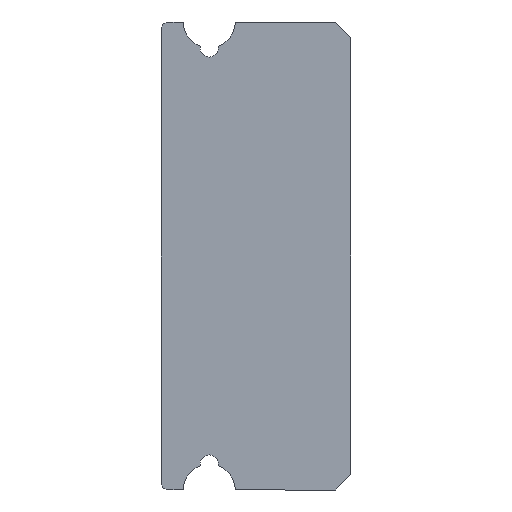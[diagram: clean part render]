
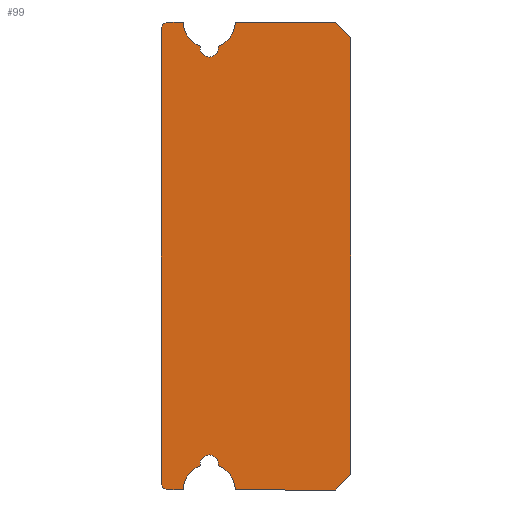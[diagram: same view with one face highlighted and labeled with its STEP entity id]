
A CAD part, left-side view. The second image highlights one B-rep face of the part: STEP entity #99.
In plain terms, the highlighted planar face has unit normal (-1, 0, 0).
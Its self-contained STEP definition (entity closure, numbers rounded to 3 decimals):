
#9 = EDGE_CURVE ( 'NONE', #449, #450, #254, .T. ) ;
#10 = EDGE_CURVE ( 'NONE', #456, #454, #256, .T. ) ;
#16 = EDGE_CURVE ( 'NONE', #454, #452, #258, .T. ) ;
#17 = EDGE_CURVE ( 'NONE', #439, #459, #272, .T. ) ;
#23 = EDGE_CURVE ( 'NONE', #458, #456, #269, .T. ) ;
#24 = EDGE_CURVE ( 'NONE', #449, #440, #281, .T. ) ;
#26 = EDGE_CURVE ( 'NONE', #437, #458, #282, .T. ) ;
#27 = EDGE_CURVE ( 'NONE', #460, #452, #284, .T. ) ;
#29 = EDGE_CURVE ( 'NONE', #445, #450, #285, .T. ) ;
#30 = EDGE_CURVE ( 'NONE', #459, #460, #286, .T. ) ;
#31 = EDGE_CURVE ( 'NONE', #435, #461, #288, .T. ) ;
#32 = EDGE_CURVE ( 'NONE', #1065, #446, #289, .T. ) ;
#33 = EDGE_CURVE ( 'NONE', #461, #1066, #290, .T. ) ;
#51 = EDGE_CURVE ( 'NONE', #1066, #1065, #314, .T. ) ;
#87 = EDGE_CURVE ( 'NONE', #445, #446, #371, .T. ) ;
#88 = EDGE_CURVE ( 'NONE', #435, #437, #367, .T. ) ;
#92 = EDGE_CURVE ( 'NONE', #439, #440, #366, .T. ) ;
#97 = AXIS2_PLACEMENT_3D ( 'NONE', #493, #494, #495 ) ;
#99 = ADVANCED_FACE ( 'NONE', ( #365 ), #683, .F. ) ;
#203 = EDGE_LOOP ( 'NONE', ( #1134, #1135, #1136, #1137, #1138, #1139, #1140, #1141, #1142, #1143, #1144, #1145, #1146, #1147, #1148, #1149, #1150 ) ) ;
#254 = LINE ( 'NONE', #475, #255 ) ;
#255 = VECTOR ( 'NONE', #476, 1000. ) ;
#256 = LINE ( 'NONE', #478, #257 ) ;
#257 = VECTOR ( 'NONE', #479, 1000. ) ;
#258 = LINE ( 'NONE', #483, #267 ) ;
#267 = VECTOR ( 'NONE', #492, 1000. ) ;
#269 = LINE ( 'NONE', #506, #278 ) ;
#272 = CIRCLE ( 'NONE', #97, 1. ) ;
#278 = VECTOR ( 'NONE', #510, 1000. ) ;
#279 = VECTOR ( 'NONE', #518, 1000. ) ;
#281 = CIRCLE ( 'NONE', #896, 0.3 ) ;
#282 = LINE ( 'NONE', #511, #279 ) ;
#284 = CIRCLE ( 'NONE', #899, 1. ) ;
#285 = CIRCLE ( 'NONE', #900, 0.3 ) ;
#286 = CIRCLE ( 'NONE', #895, 0.35 ) ;
#288 = CIRCLE ( 'NONE', #901, 1. ) ;
#289 = CIRCLE ( 'NONE', #902, 1. ) ;
#290 = CIRCLE ( 'NONE', #903, 0.35 ) ;
#314 = CIRCLE ( 'NONE', #919, 0.35 ) ;
#365 = FACE_OUTER_BOUND ( 'NONE', #203, .T. ) ;
#366 = LINE ( 'NONE', #674, #381 ) ;
#367 = LINE ( 'NONE', #662, #373 ) ;
#371 = LINE ( 'NONE', #672, #372 ) ;
#372 = VECTOR ( 'NONE', #673, 1000. ) ;
#373 = VECTOR ( 'NONE', #675, 1000. ) ;
#381 = VECTOR ( 'NONE', #684, 1000. ) ;
#435 = VERTEX_POINT ( 'NONE', #815 ) ;
#437 = VERTEX_POINT ( 'NONE', #816 ) ;
#439 = VERTEX_POINT ( 'NONE', #813 ) ;
#440 = VERTEX_POINT ( 'NONE', #821 ) ;
#445 = VERTEX_POINT ( 'NONE', #826 ) ;
#446 = VERTEX_POINT ( 'NONE', #827 ) ;
#449 = VERTEX_POINT ( 'NONE', #830 ) ;
#450 = VERTEX_POINT ( 'NONE', #831 ) ;
#452 = VERTEX_POINT ( 'NONE', #833 ) ;
#454 = VERTEX_POINT ( 'NONE', #835 ) ;
#456 = VERTEX_POINT ( 'NONE', #837 ) ;
#458 = VERTEX_POINT ( 'NONE', #839 ) ;
#459 = VERTEX_POINT ( 'NONE', #840 ) ;
#460 = VERTEX_POINT ( 'NONE', #841 ) ;
#461 = VERTEX_POINT ( 'NONE', #842 ) ;
#475 = CARTESIAN_POINT ( 'NONE',  ( -80., 7.3, -9. ) ) ;
#476 = DIRECTION ( 'NONE',  ( 0., 0., 1. ) ) ;
#478 = CARTESIAN_POINT ( 'NONE',  ( -80., 0., -8.4 ) ) ;
#479 = DIRECTION ( 'NONE',  ( 0., 0.707, -0.707 ) ) ;
#483 = CARTESIAN_POINT ( 'NONE',  ( -80., 0.6, -9. ) ) ;
#492 = DIRECTION ( 'NONE',  ( 0., 1., 0. ) ) ;
#493 = CARTESIAN_POINT ( 'NONE',  ( -80., 5.45, -9. ) ) ;
#494 = DIRECTION ( 'NONE',  ( 1., 0., 0. ) ) ;
#495 = DIRECTION ( 'NONE',  ( 0., 0., -1. ) ) ;
#506 = CARTESIAN_POINT ( 'NONE',  ( -80., 0., -8.4 ) ) ;
#509 = CARTESIAN_POINT ( 'NONE',  ( -80., 7., -8.7 ) ) ;
#510 = DIRECTION ( 'NONE',  ( 0., 0., -1. ) ) ;
#511 = CARTESIAN_POINT ( 'NONE',  ( -80., 0., 8.4 ) ) ;
#512 = DIRECTION ( 'NONE',  ( -1., 0., 0. ) ) ;
#513 = DIRECTION ( 'NONE',  ( 0., 0., -1. ) ) ;
#514 = CARTESIAN_POINT ( 'NONE',  ( -80., 7., 8.7 ) ) ;
#517 = CARTESIAN_POINT ( 'NONE',  ( -80., 5.45, -9. ) ) ;
#518 = DIRECTION ( 'NONE',  ( 0., -0.707, -0.707 ) ) ;
#519 = CARTESIAN_POINT ( 'NONE',  ( -80., 5.45, -8. ) ) ;
#520 = DIRECTION ( 'NONE',  ( 1., 0., 0. ) ) ;
#521 = DIRECTION ( 'NONE',  ( 0., 0., -1. ) ) ;
#524 = CARTESIAN_POINT ( 'NONE',  ( -80., 5.45, 9. ) ) ;
#525 = DIRECTION ( 'NONE',  ( -1., 0., 0. ) ) ;
#526 = DIRECTION ( 'NONE',  ( 0., 0., -1. ) ) ;
#527 = CARTESIAN_POINT ( 'NONE',  ( -80., 5.45, 9. ) ) ;
#528 = DIRECTION ( 'NONE',  ( 1., 0., 0. ) ) ;
#529 = DIRECTION ( 'NONE',  ( 0., 0., -1. ) ) ;
#530 = CARTESIAN_POINT ( 'NONE',  ( -80., 5.45, 8. ) ) ;
#531 = DIRECTION ( 'NONE',  ( 1., 0., 0. ) ) ;
#532 = DIRECTION ( 'NONE',  ( 0., 0., 1. ) ) ;
#534 = DIRECTION ( 'NONE',  ( 1., 0., 0. ) ) ;
#535 = DIRECTION ( 'NONE',  ( 0., 0., 1. ) ) ;
#536 = DIRECTION ( 'NONE',  ( 1., 0., 0. ) ) ;
#537 = DIRECTION ( 'NONE',  ( 0., 0., 1. ) ) ;
#584 = CARTESIAN_POINT ( 'NONE',  ( -80., 5.45, 8. ) ) ;
#586 = DIRECTION ( 'NONE',  ( 1., 0., 0. ) ) ;
#587 = DIRECTION ( 'NONE',  ( 0., 0., 1. ) ) ;
#662 = CARTESIAN_POINT ( 'NONE',  ( -80., 0.6, 9. ) ) ;
#672 = CARTESIAN_POINT ( 'NONE',  ( -80., 0.6, 9. ) ) ;
#673 = DIRECTION ( 'NONE',  ( 0., -1., 0. ) ) ;
#674 = CARTESIAN_POINT ( 'NONE',  ( -80., 0.6, -9. ) ) ;
#675 = DIRECTION ( 'NONE',  ( 0., -1., 0. ) ) ;
#683 = PLANE ( 'NONE',  #935 ) ;
#684 = DIRECTION ( 'NONE',  ( 0., 1., 0. ) ) ;
#694 = CARTESIAN_POINT ( 'NONE',  ( -80., 0., 9. ) ) ;
#700 = DIRECTION ( 'NONE',  ( 1., 0., 0. ) ) ;
#701 = DIRECTION ( 'NONE',  ( 0., 0., -1. ) ) ;
#813 = CARTESIAN_POINT ( 'NONE',  ( -80., 6.45, -9. ) ) ;
#815 = CARTESIAN_POINT ( 'NONE',  ( -80., 4.45, 9. ) ) ;
#816 = CARTESIAN_POINT ( 'NONE',  ( -80., 0.6, 9. ) ) ;
#821 = CARTESIAN_POINT ( 'NONE',  ( -80., 7., -9. ) ) ;
#826 = CARTESIAN_POINT ( 'NONE',  ( -80., 7., 9. ) ) ;
#827 = CARTESIAN_POINT ( 'NONE',  ( -80., 6.45, 9. ) ) ;
#830 = CARTESIAN_POINT ( 'NONE',  ( -80., 7.3, -8.7 ) ) ;
#831 = CARTESIAN_POINT ( 'NONE',  ( -80., 7.3, 8.7 ) ) ;
#833 = CARTESIAN_POINT ( 'NONE',  ( -80., 4.45, -9. ) ) ;
#835 = CARTESIAN_POINT ( 'NONE',  ( -80., 0.6, -9. ) ) ;
#837 = CARTESIAN_POINT ( 'NONE',  ( -80., 0., -8.4 ) ) ;
#839 = CARTESIAN_POINT ( 'NONE',  ( -80., 0., 8.4 ) ) ;
#840 = CARTESIAN_POINT ( 'NONE',  ( -80., 5.795, -8.061 ) ) ;
#841 = CARTESIAN_POINT ( 'NONE',  ( -80., 5.105, -8.061 ) ) ;
#842 = CARTESIAN_POINT ( 'NONE',  ( -80., 5.105, 8.061 ) ) ;
#857 = CARTESIAN_POINT ( 'NONE',  ( -80., 5.795, 8.061 ) ) ;
#858 = CARTESIAN_POINT ( 'NONE',  ( -80., 5.45, 7.65 ) ) ;
#895 = AXIS2_PLACEMENT_3D ( 'NONE', #519, #528, #529 ) ;
#896 = AXIS2_PLACEMENT_3D ( 'NONE', #509, #512, #513 ) ;
#899 = AXIS2_PLACEMENT_3D ( 'NONE', #517, #520, #521 ) ;
#900 = AXIS2_PLACEMENT_3D ( 'NONE', #514, #525, #526 ) ;
#901 = AXIS2_PLACEMENT_3D ( 'NONE', #524, #531, #532 ) ;
#902 = AXIS2_PLACEMENT_3D ( 'NONE', #527, #534, #535 ) ;
#903 = AXIS2_PLACEMENT_3D ( 'NONE', #530, #536, #537 ) ;
#919 = AXIS2_PLACEMENT_3D ( 'NONE', #584, #586, #587 ) ;
#935 = AXIS2_PLACEMENT_3D ( 'NONE', #694, #700, #701 ) ;
#1065 = VERTEX_POINT ( 'NONE', #857 ) ;
#1066 = VERTEX_POINT ( 'NONE', #858 ) ;
#1134 = ORIENTED_EDGE ( 'NONE', *, *, #9, .F. ) ;
#1135 = ORIENTED_EDGE ( 'NONE', *, *, #24, .T. ) ;
#1136 = ORIENTED_EDGE ( 'NONE', *, *, #92, .F. ) ;
#1137 = ORIENTED_EDGE ( 'NONE', *, *, #17, .T. ) ;
#1138 = ORIENTED_EDGE ( 'NONE', *, *, #30, .T. ) ;
#1139 = ORIENTED_EDGE ( 'NONE', *, *, #27, .T. ) ;
#1140 = ORIENTED_EDGE ( 'NONE', *, *, #16, .F. ) ;
#1141 = ORIENTED_EDGE ( 'NONE', *, *, #10, .F. ) ;
#1142 = ORIENTED_EDGE ( 'NONE', *, *, #23, .F. ) ;
#1143 = ORIENTED_EDGE ( 'NONE', *, *, #26, .F. ) ;
#1144 = ORIENTED_EDGE ( 'NONE', *, *, #88, .F. ) ;
#1145 = ORIENTED_EDGE ( 'NONE', *, *, #31, .T. ) ;
#1146 = ORIENTED_EDGE ( 'NONE', *, *, #33, .T. ) ;
#1147 = ORIENTED_EDGE ( 'NONE', *, *, #51, .T. ) ;
#1148 = ORIENTED_EDGE ( 'NONE', *, *, #32, .T. ) ;
#1149 = ORIENTED_EDGE ( 'NONE', *, *, #87, .F. ) ;
#1150 = ORIENTED_EDGE ( 'NONE', *, *, #29, .T. ) ;
